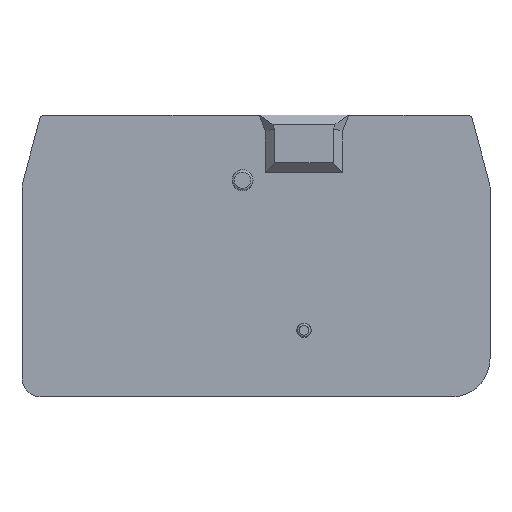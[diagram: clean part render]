
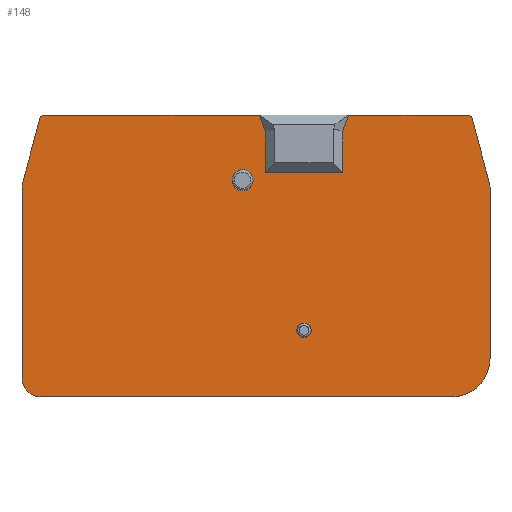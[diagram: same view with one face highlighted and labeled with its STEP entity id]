
A CAD part, left-side view. The second image highlights one B-rep face of the part: STEP entity #148.
In plain terms, the highlighted planar face has unit normal (-1, 0, 0).
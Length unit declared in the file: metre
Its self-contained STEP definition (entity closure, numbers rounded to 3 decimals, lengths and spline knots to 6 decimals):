
#148 = ADVANCED_FACE( '', ( #305, #306, #307 ), #308, .T. );
#305 = FACE_OUTER_BOUND( '', #466, .T. );
#306 = FACE_BOUND( '', #467, .T. );
#307 = FACE_BOUND( '', #468, .T. );
#308 = PLANE( '', #469 );
#466 = EDGE_LOOP( '', ( #813, #814, #815, #816, #817, #818, #819, #820, #821, #822, #823, #824, #825, #826, #827, #828, #829, #830 ) );
#467 = EDGE_LOOP( '', ( #831 ) );
#468 = EDGE_LOOP( '', ( #832 ) );
#469 = AXIS2_PLACEMENT_3D( '', #833, #834, #835 );
#813 = ORIENTED_EDGE( '', *, *, #977, .T. );
#814 = ORIENTED_EDGE( '', *, *, #913, .T. );
#815 = ORIENTED_EDGE( '', *, *, #1011, .T. );
#816 = ORIENTED_EDGE( '', *, *, #1024, .T. );
#817 = ORIENTED_EDGE( '', *, *, #1032, .T. );
#818 = ORIENTED_EDGE( '', *, *, #1030, .T. );
#819 = ORIENTED_EDGE( '', *, *, #982, .T. );
#820 = ORIENTED_EDGE( '', *, *, #1034, .T. );
#821 = ORIENTED_EDGE( '', *, *, #1006, .T. );
#822 = ORIENTED_EDGE( '', *, *, #1040, .T. );
#823 = ORIENTED_EDGE( '', *, *, #922, .T. );
#824 = ORIENTED_EDGE( '', *, *, #1042, .T. );
#825 = ORIENTED_EDGE( '', *, *, #974, .T. );
#826 = ORIENTED_EDGE( '', *, *, #947, .T. );
#827 = ORIENTED_EDGE( '', *, *, #1044, .T. );
#828 = ORIENTED_EDGE( '', *, *, #1045, .T. );
#829 = ORIENTED_EDGE( '', *, *, #917, .T. );
#830 = ORIENTED_EDGE( '', *, *, #1013, .T. );
#831 = ORIENTED_EDGE( '', *, *, #1000, .F. );
#832 = ORIENTED_EDGE( '', *, *, #1026, .F. );
#833 = CARTESIAN_POINT( '', ( -0.0022, -0.022056, 0.0187 ) );
#834 = DIRECTION( '', ( -1., 0., 0. ) );
#835 = DIRECTION( '', ( 0., 0., 1. ) );
#913 = EDGE_CURVE( '', #1068, #1073, #1075, .T. );
#917 = EDGE_CURVE( '', #1082, #1080, #1083, .T. );
#922 = EDGE_CURVE( '', #1091, #1089, #1092, .T. );
#947 = EDGE_CURVE( '', #1133, #1131, #1134, .T. );
#974 = EDGE_CURVE( '', #1176, #1133, #1177, .T. );
#977 = EDGE_CURVE( '', #1180, #1068, #1181, .T. );
#982 = EDGE_CURVE( '', #1188, #1186, #1189, .T. );
#1000 = EDGE_CURVE( '', #1212, #1212, #1213, .T. );
#1006 = EDGE_CURVE( '', #1220, #1218, #1221, .T. );
#1011 = EDGE_CURVE( '', #1073, #1226, #1228, .T. );
#1013 = EDGE_CURVE( '', #1080, #1180, #1230, .T. );
#1024 = EDGE_CURVE( '', #1226, #1242, #1244, .T. );
#1026 = EDGE_CURVE( '', #1246, #1246, #1247, .T. );
#1030 = EDGE_CURVE( '', #1249, #1188, #1252, .T. );
#1032 = EDGE_CURVE( '', #1242, #1249, #1254, .T. );
#1034 = EDGE_CURVE( '', #1186, #1220, #1256, .T. );
#1040 = EDGE_CURVE( '', #1218, #1091, #1262, .T. );
#1042 = EDGE_CURVE( '', #1089, #1176, #1264, .T. );
#1044 = EDGE_CURVE( '', #1131, #1266, #1267, .T. );
#1045 = EDGE_CURVE( '', #1266, #1082, #1268, .T. );
#1068 = VERTEX_POINT( '', #1296 );
#1073 = VERTEX_POINT( '', #1303 );
#1075 = LINE( '', #1306, #1307 );
#1080 = VERTEX_POINT( '', #1313 );
#1082 = VERTEX_POINT( '', #1316 );
#1083 = LINE( '', #1317, #1318 );
#1089 = VERTEX_POINT( '', #1326 );
#1091 = VERTEX_POINT( '', #1329 );
#1092 = LINE( '', #1330, #1331 );
#1131 = VERTEX_POINT( '', #1386 );
#1133 = VERTEX_POINT( '', #1389 );
#1134 = CIRCLE( '', #1390, 0.004 );
#1176 = VERTEX_POINT( '', #1447 );
#1177 = LINE( '', #1448, #1449 );
#1180 = VERTEX_POINT( '', #1453 );
#1181 = LINE( '', #1454, #1455 );
#1186 = VERTEX_POINT( '', #1463 );
#1188 = VERTEX_POINT( '', #1466 );
#1189 = LINE( '', #1467, #1468 );
#1212 = VERTEX_POINT( '', #1499 );
#1213 = CIRCLE( '', #1500, 0.000748 );
#1218 = VERTEX_POINT( '', #1507 );
#1220 = VERTEX_POINT( '', #1510 );
#1221 = LINE( '', #1511, #1512 );
#1226 = VERTEX_POINT( '', #1519 );
#1228 = LINE( '', #1522, #1523 );
#1230 = CIRCLE( '', #1525, 0.0005 );
#1242 = VERTEX_POINT( '', #1542 );
#1244 = LINE( '', #1545, #1546 );
#1246 = VERTEX_POINT( '', #1548 );
#1247 = CIRCLE( '', #1549, 0.001098 );
#1249 = VERTEX_POINT( '', #1551 );
#1252 = LINE( '', #1556, #1557 );
#1254 = LINE( '', #1559, #1560 );
#1256 = CIRCLE( '', #1562, 0.0005 );
#1262 = LINE( '', #1569, #1570 );
#1264 = CIRCLE( '', #1572, 0.002 );
#1266 = VERTEX_POINT( '', #1574 );
#1267 = LINE( '', #1575, #1576 );
#1268 = LINE( '', #1577, #1578 );
#1296 = CARTESIAN_POINT( '', ( -0.0022, -0.00965, 0.0192 ) );
#1303 = CARTESIAN_POINT( '', ( -0.0022, -0.00905, 0.017552 ) );
#1306 = CARTESIAN_POINT( '', ( -0.0022, -0.010941, 0.022746 ) );
#1307 = VECTOR( '', #1601, 1. );
#1313 = CARTESIAN_POINT( '', ( -0.0022, -0.022539, 0.018829 ) );
#1316 = CARTESIAN_POINT( '', ( -0.0022, -0.024348, 0.012078 ) );
#1317 = CARTESIAN_POINT( '', ( -0.0022, -0.024348, 0.012078 ) );
#1318 = VECTOR( '', #1604, 1. );
#1326 = CARTESIAN_POINT( '', ( -0.0022, 0.0244, -0.0082 ) );
#1329 = CARTESIAN_POINT( '', ( -0.0022, 0.0244, 0.011684 ) );
#1330 = CARTESIAN_POINT( '', ( -0.0022, 0.0244, 0.011684 ) );
#1331 = VECTOR( '', #1608, 1. );
#1386 = CARTESIAN_POINT( '', ( -0.0022, -0.0244, -0.0062 ) );
#1389 = CARTESIAN_POINT( '', ( -0.0022, -0.0204, -0.0102 ) );
#1390 = AXIS2_PLACEMENT_3D( '', #1638, #1639, #1640 );
#1447 = CARTESIAN_POINT( '', ( -0.0022, 0.0224, -0.0102 ) );
#1448 = CARTESIAN_POINT( '', ( -0.0022, 0.0224, -0.0102 ) );
#1449 = VECTOR( '', #1668, 1. );
#1453 = CARTESIAN_POINT( '', ( -0.0022, -0.022056, 0.0192 ) );
#1454 = CARTESIAN_POINT( '', ( -0.0022, -0.022056, 0.0192 ) );
#1455 = VECTOR( '', #1670, 1. );
#1463 = CARTESIAN_POINT( '', ( -0.0022, 0.022056, 0.0192 ) );
#1466 = CARTESIAN_POINT( '', ( -0.0022, -0.00035, 0.0192 ) );
#1467 = CARTESIAN_POINT( '', ( -0.0022, -0.022056, 0.0192 ) );
#1468 = VECTOR( '', #1675, 1. );
#1499 = CARTESIAN_POINT( '', ( -0.0022, -0.005, -0.002502 ) );
#1500 = AXIS2_PLACEMENT_3D( '', #1693, #1694, #1695 );
#1507 = CARTESIAN_POINT( '', ( -0.0022, 0.024348, 0.012078 ) );
#1510 = CARTESIAN_POINT( '', ( -0.0022, 0.022539, 0.018829 ) );
#1511 = CARTESIAN_POINT( '', ( -0.0022, 0.022539, 0.018829 ) );
#1512 = VECTOR( '', #1699, 1. );
#1519 = CARTESIAN_POINT( '', ( -0.0022, -0.00905, 0.0132 ) );
#1522 = CARTESIAN_POINT( '', ( -0.0022, -0.00905, 0.0187 ) );
#1523 = VECTOR( '', #1703, 1. );
#1525 = AXIS2_PLACEMENT_3D( '', #1704, #1705, #1706 );
#1542 = CARTESIAN_POINT( '', ( -0.0022, -0.00095, 0.0132 ) );
#1545 = CARTESIAN_POINT( '', ( -0.0022, -0.022056, 0.0132 ) );
#1546 = VECTOR( '', #1713, 1. );
#1548 = CARTESIAN_POINT( '', ( -0.0022, 0.0014, 0.013498 ) );
#1549 = AXIS2_PLACEMENT_3D( '', #1714, #1715, #1716 );
#1551 = CARTESIAN_POINT( '', ( -0.0022, -0.00095, 0.017552 ) );
#1556 = CARTESIAN_POINT( '', ( -0.0022, -0.00305, 0.011782 ) );
#1557 = VECTOR( '', #1719, 1. );
#1559 = CARTESIAN_POINT( '', ( -0.0022, -0.00095, 0.0187 ) );
#1560 = VECTOR( '', #1720, 1. );
#1562 = AXIS2_PLACEMENT_3D( '', #1721, #1722, #1723 );
#1569 = CARTESIAN_POINT( '', ( -0.0022, 0.0244, 0.011684 ) );
#1570 = VECTOR( '', #1725, 1. );
#1572 = AXIS2_PLACEMENT_3D( '', #1726, #1727, #1728 );
#1574 = CARTESIAN_POINT( '', ( -0.0022, -0.0244, 0.011684 ) );
#1575 = CARTESIAN_POINT( '', ( -0.0022, -0.0244, -0.0062 ) );
#1576 = VECTOR( '', #1729, 1. );
#1577 = CARTESIAN_POINT( '', ( -0.0022, -0.024348, 0.012078 ) );
#1578 = VECTOR( '', #1730, 1. );
#1601 = DIRECTION( '', ( 0., 0.342, -0.94 ) );
#1604 = DIRECTION( '', ( 0., 0.259, 0.966 ) );
#1608 = DIRECTION( '', ( 0., 0., -1. ) );
#1638 = CARTESIAN_POINT( '', ( -0.0022, -0.0204, -0.0062 ) );
#1639 = DIRECTION( '', ( -1., 0., 0. ) );
#1640 = DIRECTION( '', ( 0., 1., 0. ) );
#1668 = DIRECTION( '', ( 0., -1., 0. ) );
#1670 = DIRECTION( '', ( 0., 1., 0. ) );
#1675 = DIRECTION( '', ( 0., 1., 0. ) );
#1693 = CARTESIAN_POINT( '', ( -0.0022, -0.005, -0.00325 ) );
#1694 = DIRECTION( '', ( -1., 0., 0. ) );
#1695 = DIRECTION( '', ( 0., 0., 1. ) );
#1699 = DIRECTION( '', ( 0., 0.259, -0.966 ) );
#1703 = DIRECTION( '', ( 0., 0., -1. ) );
#1704 = CARTESIAN_POINT( '', ( -0.0022, -0.022056, 0.0187 ) );
#1705 = DIRECTION( '', ( -1., 0., 0. ) );
#1706 = DIRECTION( '', ( 0., 1., 0. ) );
#1713 = DIRECTION( '', ( 0., 1., 0. ) );
#1714 = CARTESIAN_POINT( '', ( -0.0022, 0.0014, 0.0124 ) );
#1715 = DIRECTION( '', ( -1., 0., 0. ) );
#1716 = DIRECTION( '', ( 0., 0., 1. ) );
#1719 = DIRECTION( '', ( 0., 0.342, 0.94 ) );
#1720 = DIRECTION( '', ( 0., 0., 1. ) );
#1721 = CARTESIAN_POINT( '', ( -0.0022, 0.022056, 0.0187 ) );
#1722 = DIRECTION( '', ( -1., 0., 0. ) );
#1723 = DIRECTION( '', ( 0., 1., 0. ) );
#1725 = DIRECTION( '', ( 0., 0.131, -0.991 ) );
#1726 = CARTESIAN_POINT( '', ( -0.0022, 0.0224, -0.0082 ) );
#1727 = DIRECTION( '', ( -1., 0., 0. ) );
#1728 = DIRECTION( '', ( 0., -1., 0. ) );
#1729 = DIRECTION( '', ( 0., 0., 1. ) );
#1730 = DIRECTION( '', ( 0., 0.131, 0.991 ) );
